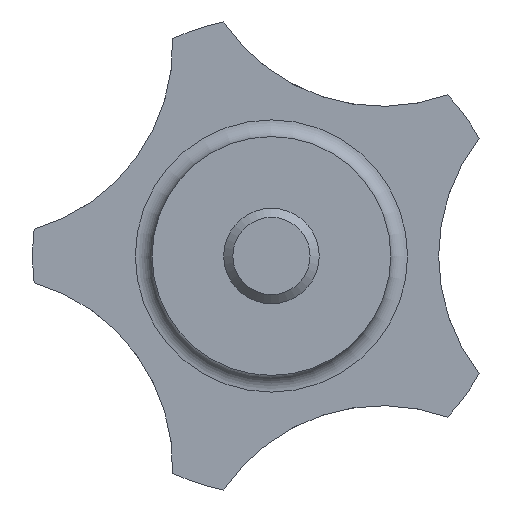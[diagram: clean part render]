
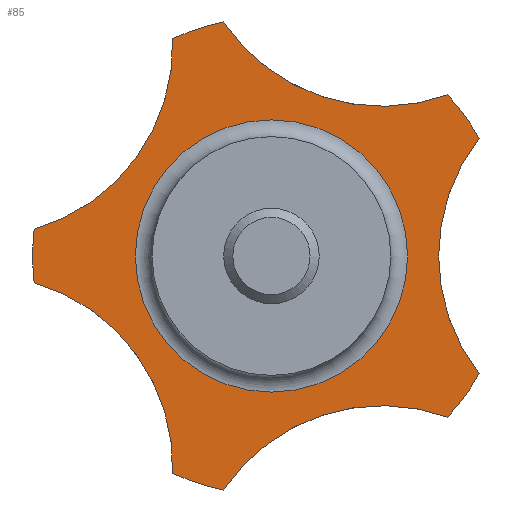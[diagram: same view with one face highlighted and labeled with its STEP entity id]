
A CAD part, front view. The second image highlights one B-rep face of the part: STEP entity #85.
In plain terms, the highlighted planar face has unit normal (0, -1, 0).
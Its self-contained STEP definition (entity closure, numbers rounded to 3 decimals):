
#85 = ADVANCED_FACE( '', ( #173, #174 ), #175, .F. );
#173 = FACE_BOUND( '', #256, .T. );
#174 = FACE_OUTER_BOUND( '', #257, .T. );
#175 = PLANE( '', #258 );
#256 = EDGE_LOOP( '', ( #426 ) );
#257 = EDGE_LOOP( '', ( #427, #428, #429, #430, #431, #432, #433, #434, #435, #436 ) );
#258 = AXIS2_PLACEMENT_3D( '', #437, #438, #439 );
#426 = ORIENTED_EDGE( '', *, *, #518, .F. );
#427 = ORIENTED_EDGE( '', *, *, #481, .F. );
#428 = ORIENTED_EDGE( '', *, *, #468, .T. );
#429 = ORIENTED_EDGE( '', *, *, #533, .F. );
#430 = ORIENTED_EDGE( '', *, *, #499, .T. );
#431 = ORIENTED_EDGE( '', *, *, #512, .F. );
#432 = ORIENTED_EDGE( '', *, *, #508, .T. );
#433 = ORIENTED_EDGE( '', *, *, #472, .F. );
#434 = ORIENTED_EDGE( '', *, *, #521, .T. );
#435 = ORIENTED_EDGE( '', *, *, #491, .F. );
#436 = ORIENTED_EDGE( '', *, *, #530, .T. );
#437 = CARTESIAN_POINT( '', ( 20., 14., 0. ) );
#438 = DIRECTION( '', ( 0., 1., 0. ) );
#439 = DIRECTION( '', ( 0., 0., 1. ) );
#468 = EDGE_CURVE( '', #541, #545, #547, .T. );
#472 = EDGE_CURVE( '', #552, #554, #555, .F. );
#481 = EDGE_CURVE( '', #541, #569, #570, .F. );
#491 = EDGE_CURVE( '', #585, #587, #588, .F. );
#499 = EDGE_CURVE( '', #596, #600, #602, .T. );
#508 = EDGE_CURVE( '', #611, #554, #614, .T. );
#512 = EDGE_CURVE( '', #611, #600, #619, .F. );
#518 = EDGE_CURVE( '', #626, #626, #627, .T. );
#521 = EDGE_CURVE( '', #552, #587, #630, .T. );
#530 = EDGE_CURVE( '', #585, #569, #640, .T. );
#533 = EDGE_CURVE( '', #596, #545, #643, .F. );
#541 = VERTEX_POINT( '', #651 );
#545 = VERTEX_POINT( '', #658 );
#547 = CIRCLE( '', #663, 20. );
#552 = VERTEX_POINT( '', #673 );
#554 = VERTEX_POINT( '', #678 );
#555 = CIRCLE( '', #679, 16. );
#569 = VERTEX_POINT( '', #725 );
#570 = CIRCLE( '', #726, 16. );
#585 = VERTEX_POINT( '', #773 );
#587 = VERTEX_POINT( '', #778 );
#588 = CIRCLE( '', #779, 16. );
#596 = VERTEX_POINT( '', #814 );
#600 = VERTEX_POINT( '', #821 );
#602 = CIRCLE( '', #826, 20. );
#611 = VERTEX_POINT( '', #835 );
#614 = CIRCLE( '', #841, 20. );
#619 = CIRCLE( '', #851, 16. );
#626 = VERTEX_POINT( '', #882 );
#627 = CIRCLE( '', #883, 11.4 );
#630 = CIRCLE( '', #886, 20. );
#640 = CIRCLE( '', #913, 20. );
#643 = CIRCLE( '', #921, 16. );
#651 = CARTESIAN_POINT( '', ( -8.281, 14., -18.205 ) );
#658 = CARTESIAN_POINT( '', ( -4.002, 14., -19.596 ) );
#663 = AXIS2_PLACEMENT_3D( '', #937, #938, #939 );
#673 = CARTESIAN_POINT( '', ( -4.002, 14., 19.596 ) );
#678 = CARTESIAN_POINT( '', ( 14.755, 14., 13.501 ) );
#679 = AXIS2_PLACEMENT_3D( '', #940, #941, #942 );
#725 = CARTESIAN_POINT( '', ( -19.873, 14., -2.25 ) );
#726 = AXIS2_PLACEMENT_3D( '', #949, #950, #951 );
#773 = CARTESIAN_POINT( '', ( -19.873, 14., 2.25 ) );
#778 = CARTESIAN_POINT( '', ( -8.281, 14., 18.205 ) );
#779 = AXIS2_PLACEMENT_3D( '', #958, #959, #960 );
#814 = CARTESIAN_POINT( '', ( 14.755, 14., -13.501 ) );
#821 = CARTESIAN_POINT( '', ( 17.4, 14., -9.861 ) );
#826 = AXIS2_PLACEMENT_3D( '', #964, #965, #966 );
#835 = CARTESIAN_POINT( '', ( 17.4, 14., 9.861 ) );
#841 = AXIS2_PLACEMENT_3D( '', #979, #980, #981 );
#851 = AXIS2_PLACEMENT_3D( '', #982, #983, #984 );
#882 = CARTESIAN_POINT( '', ( 0., 14., -11.4 ) );
#883 = AXIS2_PLACEMENT_3D( '', #988, #989, #990 );
#886 = AXIS2_PLACEMENT_3D( '', #994, #995, #996 );
#913 = AXIS2_PLACEMENT_3D( '', #1006, #1007, #1008 );
#921 = AXIS2_PLACEMENT_3D( '', #1009, #1010, #1011 );
#937 = CARTESIAN_POINT( '', ( 0., 14., 0. ) );
#938 = DIRECTION( '', ( 0., -1., 0. ) );
#939 = DIRECTION( '', ( 0., 0., -1. ) );
#940 = CARTESIAN_POINT( '', ( 9.271, 14., 28.532 ) );
#941 = DIRECTION( '', ( 0., 1., 0. ) );
#942 = DIRECTION( '', ( 0., 0., 1. ) );
#949 = CARTESIAN_POINT( '', ( -24.271, 14., -17.634 ) );
#950 = DIRECTION( '', ( 0., 1., 0. ) );
#951 = DIRECTION( '', ( 0., 0., 1. ) );
#958 = CARTESIAN_POINT( '', ( -24.271, 14., 17.634 ) );
#959 = DIRECTION( '', ( 0., 1., 0. ) );
#960 = DIRECTION( '', ( 0., 0., 1. ) );
#964 = CARTESIAN_POINT( '', ( 0., 14., 0. ) );
#965 = DIRECTION( '', ( 0., -1., 0. ) );
#966 = DIRECTION( '', ( 0., 0., -1. ) );
#979 = CARTESIAN_POINT( '', ( 0., 14., 0. ) );
#980 = DIRECTION( '', ( 0., -1., 0. ) );
#981 = DIRECTION( '', ( 0., 0., -1. ) );
#982 = CARTESIAN_POINT( '', ( 30., 14., 0. ) );
#983 = DIRECTION( '', ( 0., 1., 0. ) );
#984 = DIRECTION( '', ( 0., 0., 1. ) );
#988 = CARTESIAN_POINT( '', ( 0., 14., 0. ) );
#989 = DIRECTION( '', ( 0., -1., 0. ) );
#990 = DIRECTION( '', ( 0., 0., -1. ) );
#994 = CARTESIAN_POINT( '', ( 0., 14., 0. ) );
#995 = DIRECTION( '', ( 0., -1., 0. ) );
#996 = DIRECTION( '', ( 0., 0., -1. ) );
#1006 = CARTESIAN_POINT( '', ( 0., 14., 0. ) );
#1007 = DIRECTION( '', ( 0., -1., 0. ) );
#1008 = DIRECTION( '', ( 0., 0., -1. ) );
#1009 = CARTESIAN_POINT( '', ( 9.271, 14., -28.532 ) );
#1010 = DIRECTION( '', ( 0., 1., 0. ) );
#1011 = DIRECTION( '', ( 0., 0., 1. ) );
